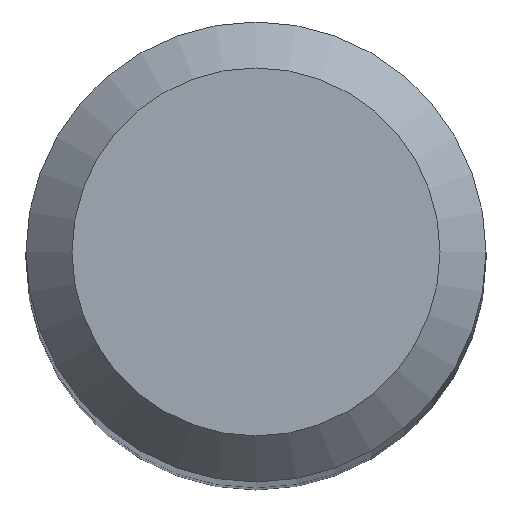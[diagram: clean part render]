
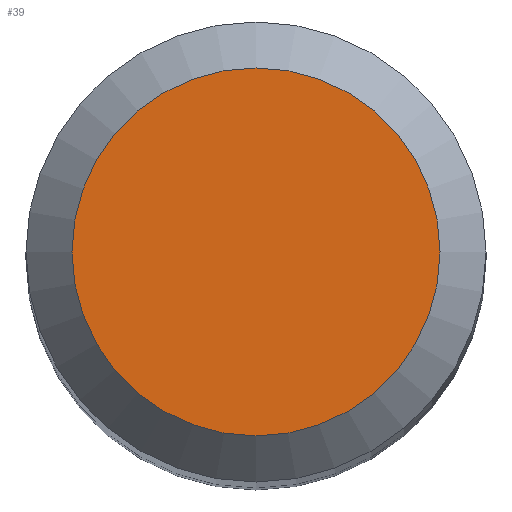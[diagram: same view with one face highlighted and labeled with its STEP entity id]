
A CAD part, top view. The second image highlights one B-rep face of the part: STEP entity #39.
In plain terms, the highlighted planar face has unit normal (0, 0, 1).
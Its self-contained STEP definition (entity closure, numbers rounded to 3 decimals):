
#39 = ADVANCED_FACE ( 'NONE', ( #60 ), #42, .F. ) ;
#42 = PLANE ( 'NONE',  #103 ) ;
#44 = ORIENTED_EDGE ( 'NONE', *, *, #69, .F. ) ;
#48 = EDGE_LOOP ( 'NONE', ( #44 ) ) ;
#59 = CARTESIAN_POINT ( 'NONE',  ( 0., 2., 50. ) ) ;
#60 = FACE_OUTER_BOUND ( 'NONE', #48, .T. ) ;
#69 = EDGE_CURVE ( 'NONE', #150, #150, #158, .T. ) ;
#94 = CARTESIAN_POINT ( 'NONE',  ( 0., 0., 50. ) ) ;
#96 = DIRECTION ( 'NONE',  ( 0., 0., -1. ) ) ;
#100 = AXIS2_PLACEMENT_3D ( 'NONE', #124, #201, #185 ) ;
#103 = AXIS2_PLACEMENT_3D ( 'NONE', #94, #96, #122 ) ;
#122 = DIRECTION ( 'NONE',  ( 0., 1., 0. ) ) ;
#124 = CARTESIAN_POINT ( 'NONE',  ( 0., 0., 50. ) ) ;
#150 = VERTEX_POINT ( 'NONE', #59 ) ;
#158 = CIRCLE ( 'NONE', #100, 2. ) ;
#185 = DIRECTION ( 'NONE',  ( 0., 1., 0. ) ) ;
#201 = DIRECTION ( 'NONE',  ( 0., 0., -1. ) ) ;
